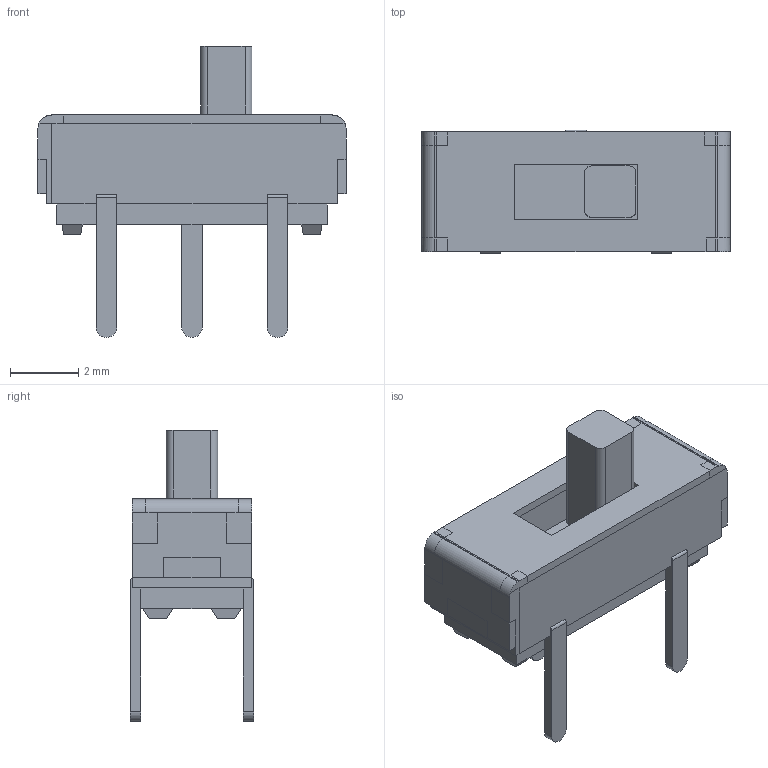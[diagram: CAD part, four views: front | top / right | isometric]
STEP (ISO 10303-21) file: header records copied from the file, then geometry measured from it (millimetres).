
FILE_DESCRIPTION (( 'STEP AP214' ), '1' );
FILE_NAME ('SSSS213000.STEP', '2010-06-10T09:55:32', ( ' ' ), ( '' ), 'SwSTEP 2.0', 'SolidWorks 2007', '' );
FILE_SCHEMA (( 'AUTOMOTIVE_DESIGN' ));
Length unit declared in the file: millimetre
Products named in the file (1): SSSS213000
Bounding box: 9 x 3.6 x 8.5 mm (x, y, z)
Volume: 97.7 mm3; surface area: 192.4 mm2
Topology: 1 solids, 1 shells, 122 faces, 321 edges, 207 vertices
Faces by surface type: plane 99, cylinder 23
Entity records: 5064 total; most frequent: CARTESIAN_POINT 651, ORIENTED_EDGE 642, DIRECTION 609, EDGE_CURVE 321, VECTOR 279, LINE 279, VERTEX_POINT 207, AXIS2_PLACEMENT_3D 165
